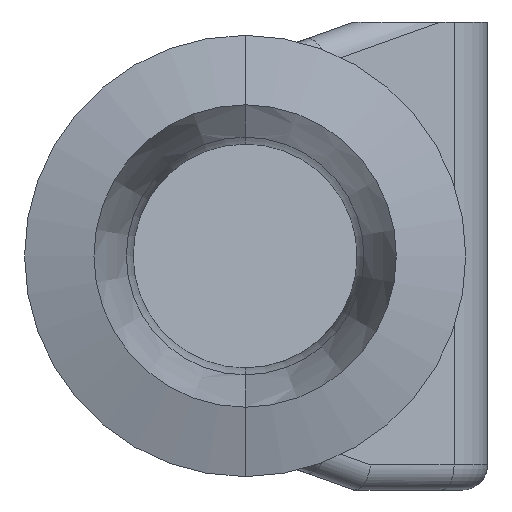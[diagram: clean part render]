
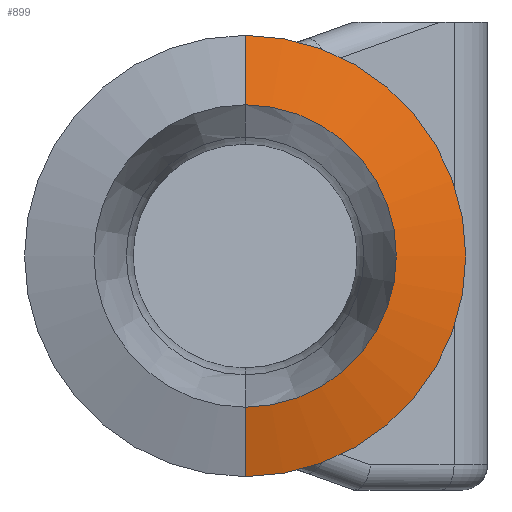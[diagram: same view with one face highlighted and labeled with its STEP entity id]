
A CAD part, left-side view. The second image highlights one B-rep face of the part: STEP entity #899.
In plain terms, the highlighted conical face has half-angle 75 degrees and reference radius 13.2 mm.
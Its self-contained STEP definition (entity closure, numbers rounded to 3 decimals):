
#21 = AXIS2_PLACEMENT_3D ( 'NONE', #560, #583, #1080 ) ;
#86 = CARTESIAN_POINT ( 'NONE',  ( 82.402, 0., -13.2 ) ) ;
#128 = ORIENTED_EDGE ( 'NONE', *, *, #232, .T. ) ;
#205 = CARTESIAN_POINT ( 'NONE',  ( 82.402, 0., 0. ) ) ;
#232 = EDGE_CURVE ( 'NONE', #1249, #1197, #1329, .T. ) ;
#347 = CONICAL_SURFACE ( 'NONE', #1278, 13.2, 1.309 ) ;
#349 = VERTEX_POINT ( 'NONE', #627 ) ;
#358 = VECTOR ( 'NONE', #1076, 1000. ) ;
#376 = CIRCLE ( 'NONE', #21, 9.047 ) ;
#377 = ORIENTED_EDGE ( 'NONE', *, *, #1240, .F. ) ;
#473 = CARTESIAN_POINT ( 'NONE',  ( 82.402, 0., 0. ) ) ;
#482 = EDGE_CURVE ( 'NONE', #1238, #1249, #376, .T. ) ;
#489 = DIRECTION ( 'NONE',  ( 0.259, 0., 0.966 ) ) ;
#543 = AXIS2_PLACEMENT_3D ( 'NONE', #473, #1487, #1629 ) ;
#560 = CARTESIAN_POINT ( 'NONE',  ( 81.289, 0., 0. ) ) ;
#583 = DIRECTION ( 'NONE',  ( 1., 0., 0. ) ) ;
#586 = EDGE_CURVE ( 'NONE', #349, #1197, #1624, .T. ) ;
#609 = LINE ( 'NONE', #1623, #1413 ) ;
#627 = CARTESIAN_POINT ( 'NONE',  ( 82.402, 0., 13.2 ) ) ;
#842 = ORIENTED_EDGE ( 'NONE', *, *, #482, .T. ) ;
#899 = ADVANCED_FACE ( 'NONE', ( #1635 ), #347, .T. ) ;
#992 = EDGE_LOOP ( 'NONE', ( #377, #842, #128, #1011 ) ) ;
#1002 = DIRECTION ( 'NONE',  ( 0., 0., -1. ) ) ;
#1011 = ORIENTED_EDGE ( 'NONE', *, *, #586, .F. ) ;
#1076 = DIRECTION ( 'NONE',  ( 0.259, 0., -0.966 ) ) ;
#1080 = DIRECTION ( 'NONE',  ( 0., 0., -1. ) ) ;
#1095 = DIRECTION ( 'NONE',  ( 1., 0., 0. ) ) ;
#1197 = VERTEX_POINT ( 'NONE', #86 ) ;
#1238 = VERTEX_POINT ( 'NONE', #1633 ) ;
#1240 = EDGE_CURVE ( 'NONE', #1238, #349, #609, .T. ) ;
#1249 = VERTEX_POINT ( 'NONE', #1491 ) ;
#1278 = AXIS2_PLACEMENT_3D ( 'NONE', #205, #1095, #1002 ) ;
#1329 = LINE ( 'NONE', #1579, #358 ) ;
#1413 = VECTOR ( 'NONE', #489, 1000. ) ;
#1487 = DIRECTION ( 'NONE',  ( 1., 0., 0. ) ) ;
#1491 = CARTESIAN_POINT ( 'NONE',  ( 81.289, 0., -9.047 ) ) ;
#1579 = CARTESIAN_POINT ( 'NONE',  ( 82.402, 0., -13.2 ) ) ;
#1623 = CARTESIAN_POINT ( 'NONE',  ( 82.402, 0., 13.2 ) ) ;
#1624 = CIRCLE ( 'NONE', #543, 13.2 ) ;
#1629 = DIRECTION ( 'NONE',  ( 0., 0., -1. ) ) ;
#1633 = CARTESIAN_POINT ( 'NONE',  ( 81.289, 0., 9.047 ) ) ;
#1635 = FACE_OUTER_BOUND ( 'NONE', #992, .T. ) ;
